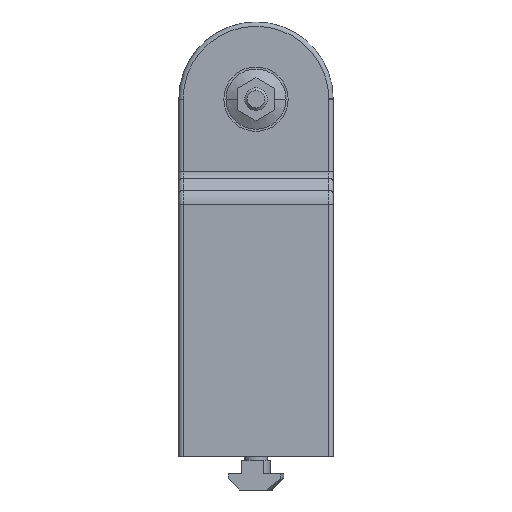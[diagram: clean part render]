
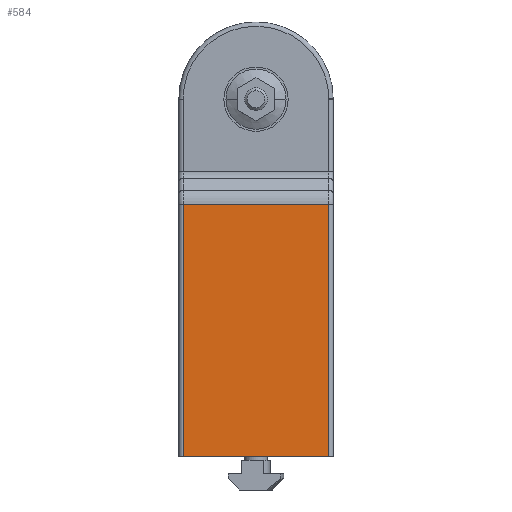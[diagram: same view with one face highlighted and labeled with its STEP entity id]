
A CAD part, front view. The second image highlights one B-rep face of the part: STEP entity #584.
In plain terms, the highlighted planar face has unit normal (0, -1, 0).
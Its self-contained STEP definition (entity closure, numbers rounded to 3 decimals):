
#584=ADVANCED_FACE('',(#1258),#1259,.T.);
#1258=FACE_OUTER_BOUND('',#2011,.T.);
#1259=PLANE('',#2012);
#2011=EDGE_LOOP('',(#3713,#3714,#3715,#3716));
#2012=AXIS2_PLACEMENT_3D('',#3717,#3718,#3719);
#3713=ORIENTED_EDGE('',*,*,#4955,.F.);
#3714=ORIENTED_EDGE('',*,*,#4941,.T.);
#3715=ORIENTED_EDGE('',*,*,#5018,.F.);
#3716=ORIENTED_EDGE('',*,*,#5020,.T.);
#3717=CARTESIAN_POINT('',(-27.0,-52.5,-34.0));
#3718=DIRECTION('',(0.0,-1.0,0.0));
#3719=DIRECTION('',(0.0,0.0,-1.0));
#4941=EDGE_CURVE('',#6038,#6036,#6039,.T.);
#4955=EDGE_CURVE('',#6038,#6062,#6063,.T.);
#5018=EDGE_CURVE('',#6142,#6036,#6144,.T.);
#5020=EDGE_CURVE('',#6142,#6062,#6146,.T.);
#6036=VERTEX_POINT('',#7699);
#6038=VERTEX_POINT('',#7701);
#6039=LINE('',#7702,#7703);
#6062=VERTEX_POINT('',#7733);
#6063=LINE('',#7734,#7735);
#6142=VERTEX_POINT('',#7837);
#6144=LINE('',#7839,#7840);
#6146=LINE('',#7842,#7843);
#7699=CARTESIAN_POINT('',(25.5,-52.5,-125.0));
#7701=CARTESIAN_POINT('',(-25.5,-52.5,-125.0));
#7702=CARTESIAN_POINT('',(-25.5,-52.5,-125.0));
#7703=VECTOR('',#9092,51.0);
#7733=CARTESIAN_POINT('',(-25.5,-52.5,-36.828));
#7734=CARTESIAN_POINT('',(-25.5,-52.5,-125.0));
#7735=VECTOR('',#9112,88.172);
#7837=CARTESIAN_POINT('',(25.5,-52.5,-36.828));
#7839=CARTESIAN_POINT('',(25.5,-52.5,-36.828));
#7840=VECTOR('',#9187,88.172);
#7842=CARTESIAN_POINT('',(25.5,-52.5,-36.828));
#7843=VECTOR('',#9188,51.0);
#9092=DIRECTION('',(1.0,0.0,0.0));
#9112=DIRECTION('',(0.0,0.0,1.0));
#9187=DIRECTION('',(0.0,0.0,-1.0));
#9188=DIRECTION('',(-1.0,0.0,0.));
